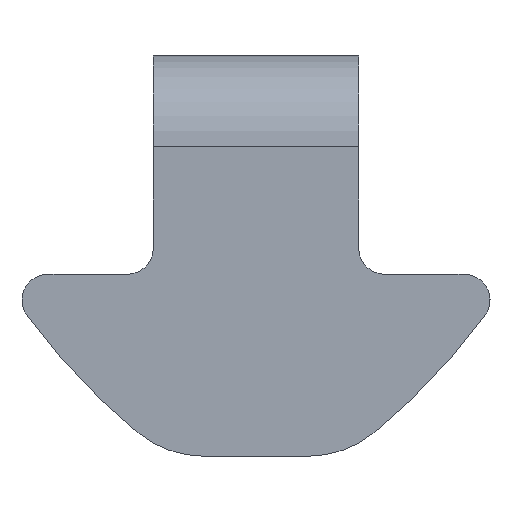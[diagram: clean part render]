
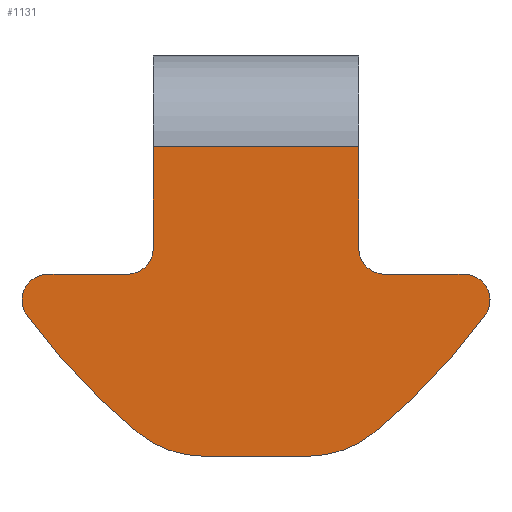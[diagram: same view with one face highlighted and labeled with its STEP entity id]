
A CAD part, left-side view. The second image highlights one B-rep face of the part: STEP entity #1131.
In plain terms, the highlighted planar face has unit normal (-1, 0, 0).
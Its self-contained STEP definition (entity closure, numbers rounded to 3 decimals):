
#31=PLANE('',#1238);
#79=FACE_OUTER_BOUND('',#138,.T.);
#138=EDGE_LOOP('',(#899,#900,#901,#902,#903,#904,#905,#906,#907,#908,#909,
#910,#911,#912));
#173=LINE('',#1669,#277);
#178=LINE('',#1684,#282);
#204=LINE('',#1778,#308);
#210=LINE('',#1802,#314);
#231=LINE('',#1866,#335);
#232=LINE('',#1868,#336);
#277=VECTOR('',#1308,3.9);
#282=VECTOR('',#1321,3.05);
#308=VECTOR('',#1413,3.05);
#314=VECTOR('',#1439,4.);
#335=VECTOR('',#1512,7.9);
#336=VECTOR('',#1515,3.9);
#374=CIRCLE('',#1159,1.);
#380=CIRCLE('',#1167,1.);
#401=CIRCLE('',#1203,1.);
#403=CIRCLE('',#1206,25.);
#405=CIRCLE('',#1209,4.);
#407=CIRCLE('',#1213,4.);
#409=CIRCLE('',#1216,25.);
#411=CIRCLE('',#1219,1.);
#441=VERTEX_POINT('',#1643);
#442=VERTEX_POINT('',#1645);
#452=VERTEX_POINT('',#1667);
#455=VERTEX_POINT('',#1674);
#456=VERTEX_POINT('',#1676);
#458=VERTEX_POINT('',#1682);
#493=VERTEX_POINT('',#1777);
#495=VERTEX_POINT('',#1783);
#497=VERTEX_POINT('',#1789);
#499=VERTEX_POINT('',#1795);
#501=VERTEX_POINT('',#1801);
#503=VERTEX_POINT('',#1807);
#505=VERTEX_POINT('',#1813);
#518=VERTEX_POINT('',#1864);
#555=EDGE_CURVE('',#441,#442,#374,.T.);
#567=EDGE_CURVE('',#441,#452,#173,.T.);
#570=EDGE_CURVE('',#455,#456,#380,.T.);
#574=EDGE_CURVE('',#458,#455,#178,.T.);
#620=EDGE_CURVE('',#442,#493,#204,.T.);
#623=EDGE_CURVE('',#493,#495,#401,.T.);
#626=EDGE_CURVE('',#495,#497,#403,.T.);
#629=EDGE_CURVE('',#497,#499,#405,.T.);
#632=EDGE_CURVE('',#499,#501,#210,.T.);
#635=EDGE_CURVE('',#501,#503,#407,.T.);
#638=EDGE_CURVE('',#503,#505,#409,.T.);
#641=EDGE_CURVE('',#505,#458,#411,.T.);
#665=EDGE_CURVE('',#452,#518,#231,.T.);
#666=EDGE_CURVE('',#518,#456,#232,.T.);
#899=ORIENTED_EDGE('',*,*,#666,.T.);
#900=ORIENTED_EDGE('',*,*,#570,.F.);
#901=ORIENTED_EDGE('',*,*,#574,.F.);
#902=ORIENTED_EDGE('',*,*,#641,.F.);
#903=ORIENTED_EDGE('',*,*,#638,.F.);
#904=ORIENTED_EDGE('',*,*,#635,.F.);
#905=ORIENTED_EDGE('',*,*,#632,.F.);
#906=ORIENTED_EDGE('',*,*,#629,.F.);
#907=ORIENTED_EDGE('',*,*,#626,.F.);
#908=ORIENTED_EDGE('',*,*,#623,.F.);
#909=ORIENTED_EDGE('',*,*,#620,.F.);
#910=ORIENTED_EDGE('',*,*,#555,.F.);
#911=ORIENTED_EDGE('',*,*,#567,.T.);
#912=ORIENTED_EDGE('',*,*,#665,.T.);
#1131=ADVANCED_FACE('',(#79),#31,.T.);
#1159=AXIS2_PLACEMENT_3D('',#1646,#1289,#1290);
#1167=AXIS2_PLACEMENT_3D('',#1677,#1314,#1315);
#1203=AXIS2_PLACEMENT_3D('',#1784,#1418,#1419);
#1206=AXIS2_PLACEMENT_3D('',#1790,#1425,#1426);
#1209=AXIS2_PLACEMENT_3D('',#1796,#1432,#1433);
#1213=AXIS2_PLACEMENT_3D('',#1808,#1444,#1445);
#1216=AXIS2_PLACEMENT_3D('',#1814,#1451,#1452);
#1219=AXIS2_PLACEMENT_3D('',#1819,#1458,#1459);
#1238=AXIS2_PLACEMENT_3D('',#1867,#1513,#1514);
#1289=DIRECTION('center_axis',(-1.,0.,0.));
#1290=DIRECTION('ref_axis',(0.,0.707,-0.707));
#1308=DIRECTION('',(0.,0.,1.));
#1314=DIRECTION('center_axis',(-1.,0.,0.));
#1315=DIRECTION('ref_axis',(0.,-0.707,-0.707));
#1321=DIRECTION('',(0.,-1.,0.));
#1413=DIRECTION('',(0.,-1.,0.));
#1418=DIRECTION('center_axis',(1.,0.,0.));
#1419=DIRECTION('ref_axis',(0.,0.,1.));
#1425=DIRECTION('center_axis',(1.,0.,0.));
#1426=DIRECTION('ref_axis',(0.,-0.805,-0.593));
#1432=DIRECTION('center_axis',(1.,0.,0.));
#1433=DIRECTION('ref_axis',(0.,-0.635,-0.773));
#1439=DIRECTION('',(0.,1.,0.));
#1444=DIRECTION('center_axis',(1.,0.,0.));
#1445=DIRECTION('ref_axis',(0.,0.,-1.));
#1451=DIRECTION('center_axis',(1.,0.,0.));
#1452=DIRECTION('ref_axis',(0.,0.635,-0.773));
#1458=DIRECTION('center_axis',(1.,0.,0.));
#1459=DIRECTION('ref_axis',(0.,0.805,-0.593));
#1512=DIRECTION('',(0.,1.,0.));
#1513=DIRECTION('center_axis',(-1.,0.,0.));
#1514=DIRECTION('ref_axis',(0.,0.,1.));
#1515=DIRECTION('',(0.,0.,-1.));
#1643=CARTESIAN_POINT('',(-19.85,-3.95,3.55));
#1645=CARTESIAN_POINT('',(-19.85,-4.95,2.55));
#1646=CARTESIAN_POINT('Origin',(-19.85,-4.95,3.55));
#1667=CARTESIAN_POINT('',(-19.85,-3.95,7.45));
#1669=CARTESIAN_POINT('',(-19.85,-3.95,2.55));
#1674=CARTESIAN_POINT('',(-19.85,4.95,2.55));
#1676=CARTESIAN_POINT('',(-19.85,3.95,3.55));
#1677=CARTESIAN_POINT('Origin',(-19.85,4.95,3.55));
#1682=CARTESIAN_POINT('',(-19.85,8.,2.55));
#1684=CARTESIAN_POINT('',(-19.85,8.,2.55));
#1777=CARTESIAN_POINT('',(-19.85,-8.,2.55));
#1778=CARTESIAN_POINT('',(-19.85,8.,2.55));
#1783=CARTESIAN_POINT('',(-19.85,-8.805,0.957));
#1784=CARTESIAN_POINT('Origin',(-19.85,-8.,1.55));
#1789=CARTESIAN_POINT('',(-19.85,-4.538,-3.541));
#1790=CARTESIAN_POINT('Origin',(-19.85,11.327,15.78));
#1795=CARTESIAN_POINT('',(-19.85,-2.,-4.45));
#1796=CARTESIAN_POINT('Origin',(-19.85,-2.,-0.45));
#1801=CARTESIAN_POINT('',(-19.85,2.,-4.45));
#1802=CARTESIAN_POINT('',(-19.85,-2.,-4.45));
#1807=CARTESIAN_POINT('',(-19.85,4.538,-3.541));
#1808=CARTESIAN_POINT('Origin',(-19.85,2.,-0.45));
#1813=CARTESIAN_POINT('',(-19.85,8.805,0.957));
#1814=CARTESIAN_POINT('Origin',(-19.85,-11.327,15.78));
#1819=CARTESIAN_POINT('Origin',(-19.85,8.,1.55));
#1864=CARTESIAN_POINT('',(-19.85,3.95,7.45));
#1866=CARTESIAN_POINT('',(-19.85,0.,7.45));
#1867=CARTESIAN_POINT('Origin',(-19.85,0.,7.45));
#1868=CARTESIAN_POINT('',(-19.85,3.95,2.55));
